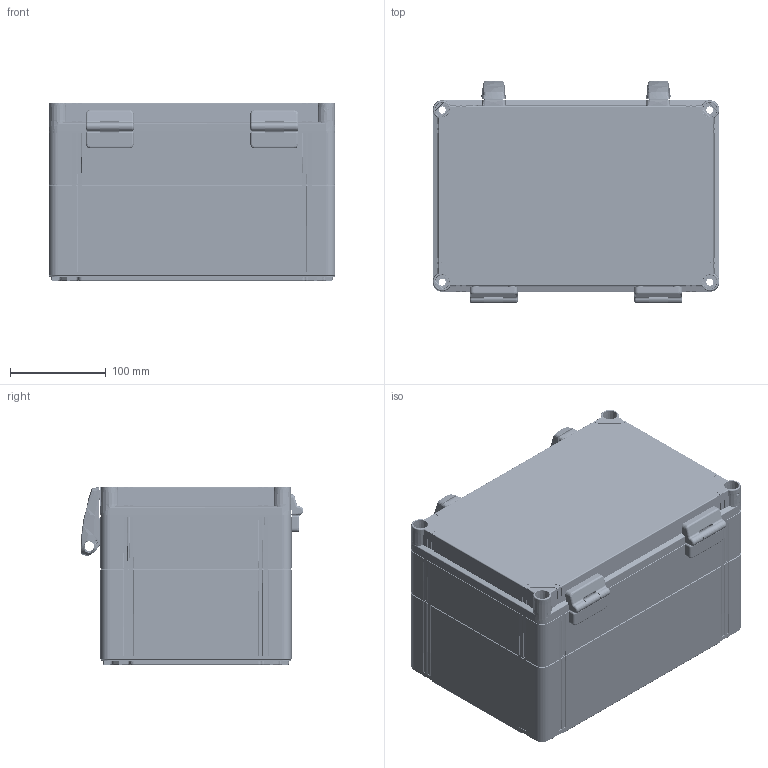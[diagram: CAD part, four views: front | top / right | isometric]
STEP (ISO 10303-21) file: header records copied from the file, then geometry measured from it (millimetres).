
FILE_DESCRIPTION((''),'2;1');
FILE_NAME('WPCP203018T_ASM','2009-01-05T',('pasi_koskela'),(''),'PRO/ENGINEER BY PARAMETRIC TECHNOLOGY CORPORATION, 2008250','PRO/ENGINEER BY PARAMETRIC TECHNOLOGY CORPORATION, 2008250','');
FILE_SCHEMA(('AUTOMOTIVE_DESIGN_CC2 { 1 2 10303 214 -1 1 5 2 }'));
Products named in the file (13): OPCP203010B_AF3; OPCT203003L_AF1; OPCP203006E_AF1; SARANA_KOTELO; SARANA_KANSI; CUBO_O_SARANATAPPI; CUBO_O_HINGE_ASM; PMR2426_KIINNITYSALUSTA; PMR2427_NIVEL; PMR2425_YL_KIINNITYS; PMR2428_ALAKIINNITYS; UUSISALPA_ASM; WPCP203018T_ASM
Assembly tree (14 placements, depth 3):
  WPCP203018T_ASM
    OPCP203010B_AF3
    OPCT203003L_AF1
    OPCP203006E_AF1
    CUBO_O_HINGE_ASM  x2
      SARANA_KOTELO
      SARANA_KANSI
      CUBO_O_SARANATAPPI
    UUSISALPA_ASM  x2
      PMR2426_KIINNITYSALUSTA
      PMR2427_NIVEL
      PMR2425_YL_KIINNITYS
      PMR2428_ALAKIINNITYS
Bounding box: 300 x 233.15 x 187 mm (x, y, z)
Volume: 1492255.6 mm3; surface area: 830653.8 mm2
Topology: 17 solids, 17 shells, 6599 faces, 16491 edges, 10069 vertices
Faces by surface type: plane 2268, bspline 1574, cylinder 1401, cone 820, torus 434, sphere 102
Entity records: 236345 total; most frequent: CARTESIAN_POINT 81227, ORIENTED_EDGE 25630, DIRECTION 22530, PRESENTATION_STYLE_ASSIGNMENT 12825, STYLED_ITEM 12825, CURVE_STYLE 12815, EDGE_CURVE 12815, AXIS2_PLACEMENT_3D 8056
